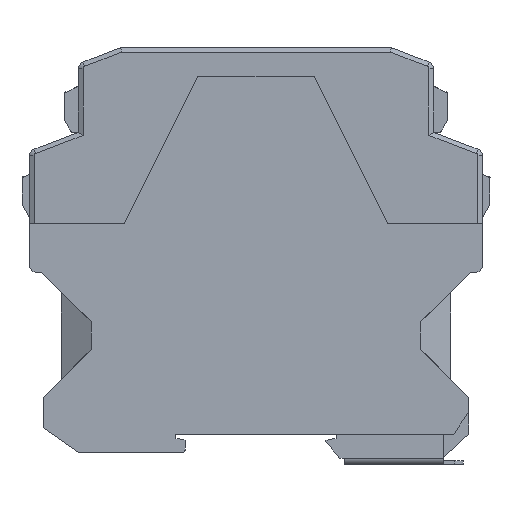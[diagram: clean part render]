
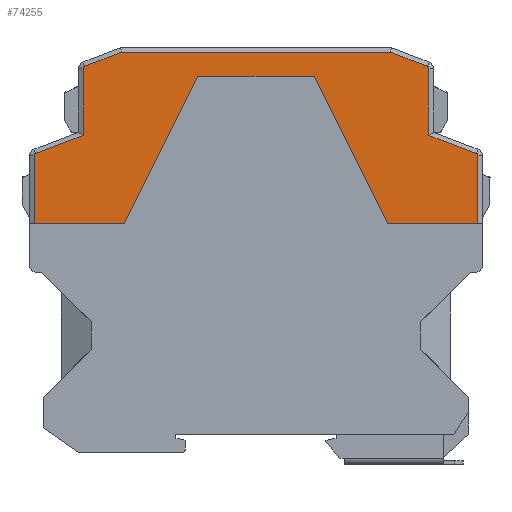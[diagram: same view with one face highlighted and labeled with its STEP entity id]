
A CAD part, left-side view. The second image highlights one B-rep face of the part: STEP entity #74255.
In plain terms, the highlighted face is planar.
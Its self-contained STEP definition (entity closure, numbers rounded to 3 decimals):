
#2798=CIRCLE('',#78880,0.5);
#2800=CIRCLE('',#78885,0.5);
#2826=CIRCLE('',#79034,0.5);
#2827=CIRCLE('',#79035,0.5);
#7261=VERTEX_POINT('',#110770);
#7262=VERTEX_POINT('',#110771);
#7273=VERTEX_POINT('',#110797);
#7274=VERTEX_POINT('',#110798);
#7285=VERTEX_POINT('',#110821);
#7286=VERTEX_POINT('',#110823);
#7326=VERTEX_POINT('',#110917);
#7327=VERTEX_POINT('',#110918);
#7348=VERTEX_POINT('',#110973);
#7355=VERTEX_POINT('',#110992);
#7483=VERTEX_POINT('',#111364);
#7484=VERTEX_POINT('',#111365);
#7487=VERTEX_POINT('',#111373);
#7488=VERTEX_POINT('',#111375);
#7516=VERTEX_POINT('',#111507);
#7517=VERTEX_POINT('',#111509);
#7521=VERTEX_POINT('',#111547);
#7522=VERTEX_POINT('',#111550);
#15618=VECTOR('',#90441,1.);
#15661=VECTOR('',#90498,1.);
#15687=VECTOR('',#90536,1.);
#15695=VECTOR('',#90547,1.);
#15873=VECTOR('',#90812,1.);
#15878=VECTOR('',#90818,1.);
#15880=VECTOR('',#90821,1.);
#15888=VECTOR('',#90832,1.);
#15943=VECTOR('',#90923,1.);
#15946=VECTOR('',#90928,1.);
#15961=VECTOR('',#90971,1.);
#15962=VECTOR('',#90972,1.);
#15963=VECTOR('',#90975,1.);
#15964=VECTOR('',#90976,1.);
#25037=LINE('',#110822,#15618);
#25080=LINE('',#110916,#15661);
#25106=LINE('',#110974,#15687);
#25114=LINE('',#110991,#15695);
#25292=LINE('',#111363,#15873);
#25297=LINE('',#111374,#15878);
#25299=LINE('',#111378,#15880);
#25307=LINE('',#111391,#15888);
#25362=LINE('',#111500,#15943);
#25365=LINE('',#111508,#15946);
#25380=LINE('',#111548,#15961);
#25381=LINE('',#111549,#15962);
#25382=LINE('',#111552,#15963);
#25383=LINE('',#111553,#15964);
#35486=EDGE_CURVE('',#7261,#7262,#2798,.T.);
#35498=EDGE_CURVE('',#7273,#7274,#2800,.T.);
#35510=EDGE_CURVE('',#7285,#7286,#25037,.T.);
#35555=EDGE_CURVE('',#7326,#7327,#25080,.T.);
#35583=EDGE_CURVE('',#7261,#7348,#25106,.T.);
#35591=EDGE_CURVE('',#7327,#7355,#25114,.T.);
#35786=EDGE_CURVE('',#7483,#7484,#25292,.T.);
#35791=EDGE_CURVE('',#7487,#7488,#25297,.T.);
#35793=EDGE_CURVE('',#7262,#7487,#25299,.T.);
#35801=EDGE_CURVE('',#7355,#7348,#25307,.T.);
#35858=EDGE_CURVE('',#7274,#7483,#25362,.T.);
#35861=EDGE_CURVE('',#7516,#7517,#25365,.T.);
#35881=EDGE_CURVE('',#7484,#7521,#2826,.T.);
#35882=EDGE_CURVE('',#7517,#7273,#25380,.T.);
#35883=EDGE_CURVE('',#7516,#7522,#25381,.T.);
#35884=EDGE_CURVE('',#7488,#7522,#2827,.T.);
#35885=EDGE_CURVE('',#7286,#7326,#25382,.T.);
#35886=EDGE_CURVE('',#7521,#7285,#25383,.T.);
#53310=ORIENTED_EDGE('',*,*,#35881,.F.);
#53311=ORIENTED_EDGE('',*,*,#35786,.F.);
#53312=ORIENTED_EDGE('',*,*,#35858,.F.);
#53313=ORIENTED_EDGE('',*,*,#35498,.F.);
#53314=ORIENTED_EDGE('',*,*,#35882,.F.);
#53315=ORIENTED_EDGE('',*,*,#35861,.F.);
#53316=ORIENTED_EDGE('',*,*,#35883,.T.);
#53317=ORIENTED_EDGE('',*,*,#35884,.F.);
#53318=ORIENTED_EDGE('',*,*,#35791,.F.);
#53319=ORIENTED_EDGE('',*,*,#35793,.F.);
#53320=ORIENTED_EDGE('',*,*,#35486,.F.);
#53321=ORIENTED_EDGE('',*,*,#35583,.T.);
#53322=ORIENTED_EDGE('',*,*,#35801,.F.);
#53323=ORIENTED_EDGE('',*,*,#35591,.F.);
#53324=ORIENTED_EDGE('',*,*,#35555,.F.);
#53325=ORIENTED_EDGE('',*,*,#35885,.F.);
#53326=ORIENTED_EDGE('',*,*,#35510,.F.);
#53327=ORIENTED_EDGE('',*,*,#35886,.F.);
#65624=EDGE_LOOP('',(#53310,#53311,#53312,#53313,#53314,#53315,#53316,#53317,
#53318,#53319,#53320,#53321,#53322,#53323,#53324,#53325,#53326,#53327));
#70028=FACE_BOUND('',#65624,.T.);
#74255=ADVANCED_FACE('',(#70028),#123354,.T.);
#78880=AXIS2_PLACEMENT_3D('',#110769,#90408,#90409);
#78885=AXIS2_PLACEMENT_3D('',#110796,#90426,#90427);
#79033=AXIS2_PLACEMENT_3D('',#111545,#90968,$);
#79034=AXIS2_PLACEMENT_3D('',#111546,#90969,#90970);
#79035=AXIS2_PLACEMENT_3D('',#111551,#90973,#90974);
#90408=DIRECTION('',(0.,0.,1.));
#90409=DIRECTION('',(0.5,0.,0.));
#90426=DIRECTION('',(0.,0.,1.));
#90427=DIRECTION('',(0.5,0.,0.));
#90441=DIRECTION('',(1.,0.,0.));
#90498=DIRECTION('',(1.,0.,0.));
#90536=DIRECTION('',(0.,-1.,0.));
#90547=DIRECTION('',(0.446,-0.895,0.));
#90812=DIRECTION('',(-0.934,-0.358,0.));
#90818=DIRECTION('',(0.,1.,0.));
#90821=DIRECTION('',(-0.934,0.358,0.));
#90832=DIRECTION('',(1.,0.,0.));
#90923=DIRECTION('',(0.,-1.,0.));
#90928=DIRECTION('',(-1.,0.,0.));
#90968=DIRECTION('',(0.,0.,-1.));
#90969=DIRECTION('',(0.,0.,1.));
#90970=DIRECTION('',(0.5,0.,0.));
#90971=DIRECTION('',(-0.934,-0.358,0.));
#90972=DIRECTION('',(0.934,-0.358,0.));
#90973=DIRECTION('',(0.,0.,1.));
#90974=DIRECTION('',(0.5,0.,0.));
#90975=DIRECTION('',(0.446,0.895,0.));
#90976=DIRECTION('',(0.,-1.,0.));
#110769=CARTESIAN_POINT('',(48.,91.368,3.8));
#110770=CARTESIAN_POINT('',(48.5,91.368,3.8));
#110771=CARTESIAN_POINT('',(48.179,91.835,3.8));
#110796=CARTESIAN_POINT('',(-37.3,110.438,3.8));
#110797=CARTESIAN_POINT('',(-37.479,110.904,3.8));
#110798=CARTESIAN_POINT('',(-37.8,110.438,3.8));
#110821=CARTESIAN_POINT('',(-48.5,76.5,3.8));
#110822=CARTESIAN_POINT('',(0.,76.5,3.8));
#110823=CARTESIAN_POINT('',(-28.75,76.5,3.8));
#110916=CARTESIAN_POINT('',(0.,108.7,3.8));
#110917=CARTESIAN_POINT('',(-12.7,108.7,3.8));
#110918=CARTESIAN_POINT('',(12.7,108.7,3.8));
#110973=CARTESIAN_POINT('',(48.5,76.5,3.8));
#110974=CARTESIAN_POINT('',(48.5,0.,3.8));
#110991=CARTESIAN_POINT('',(66.881,0.,3.8));
#110992=CARTESIAN_POINT('',(28.75,76.5,3.8));
#111363=CARTESIAN_POINT('',(0.,110.296,3.8));
#111364=CARTESIAN_POINT('',(-37.8,95.812,3.8));
#111365=CARTESIAN_POINT('',(-48.179,91.835,3.8));
#111373=CARTESIAN_POINT('',(37.8,95.812,3.8));
#111374=CARTESIAN_POINT('',(37.8,0.,3.8));
#111375=CARTESIAN_POINT('',(37.8,110.438,3.8));
#111378=CARTESIAN_POINT('',(0.,110.296,3.8));
#111391=CARTESIAN_POINT('',(0.,76.5,3.8));
#111500=CARTESIAN_POINT('',(-37.8,0.,3.8));
#111507=CARTESIAN_POINT('',(29.415,114.,3.8));
#111508=CARTESIAN_POINT('',(0.,114.,3.8));
#111509=CARTESIAN_POINT('',(-29.415,114.,3.8));
#111545=CARTESIAN_POINT('',(-32.387,84.907,3.8));
#111546=CARTESIAN_POINT('',(-48.,91.368,3.8));
#111547=CARTESIAN_POINT('',(-48.5,91.368,3.8));
#111548=CARTESIAN_POINT('',(0.,125.291,3.8));
#111549=CARTESIAN_POINT('',(0.,125.291,3.8));
#111550=CARTESIAN_POINT('',(37.479,110.904,3.8));
#111551=CARTESIAN_POINT('',(37.3,110.438,3.8));
#111552=CARTESIAN_POINT('',(-66.881,0.,3.8));
#111553=CARTESIAN_POINT('',(-48.5,0.,3.8));
#123354=PLANE('',#79033);
